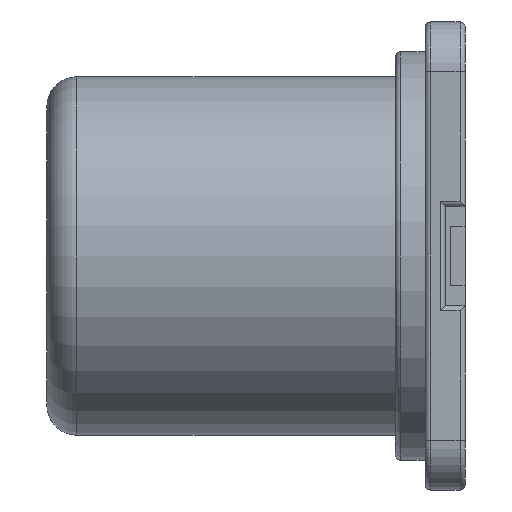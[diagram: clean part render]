
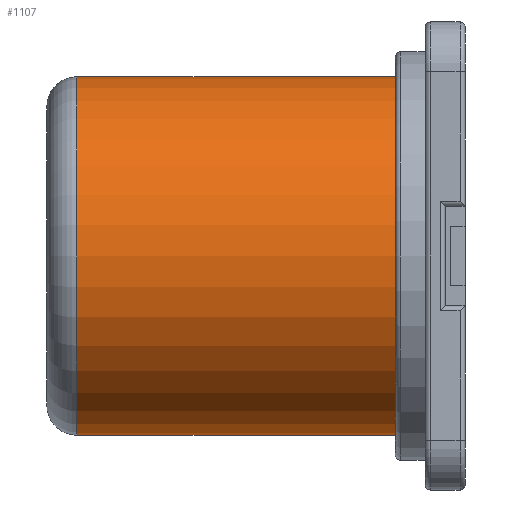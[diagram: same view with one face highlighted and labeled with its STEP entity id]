
A CAD part, left-side view. The second image highlights one B-rep face of the part: STEP entity #1107.
In plain terms, the highlighted cylindrical face has radius 1.8 mm (diameter 3.6 mm), a partial arc.
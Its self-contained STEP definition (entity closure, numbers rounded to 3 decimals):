
#208 = VERTEX_POINT('',#209);
#209 = CARTESIAN_POINT('',(-3.1,0.7,1.8));
#217 = EDGE_CURVE('',#218,#208,#220,.T.);
#218 = VERTEX_POINT('',#219);
#219 = CARTESIAN_POINT('',(-3.1,0.7,-1.8));
#220 = CIRCLE('',#221,1.8);
#221 = AXIS2_PLACEMENT_3D('',#222,#223,#224);
#222 = CARTESIAN_POINT('',(-3.1,0.7,0.));
#223 = DIRECTION('',(0.,1.,0.));
#224 = DIRECTION('',(0.,0.,1.));
#1107 = ADVANCED_FACE('',(#1108),#1134,.T.);
#1108 = FACE_BOUND('',#1109,.T.);
#1109 = EDGE_LOOP('',(#1110,#1118,#1127,#1133));
#1110 = ORIENTED_EDGE('',*,*,#1111,.F.);
#1111 = EDGE_CURVE('',#1112,#208,#1114,.T.);
#1112 = VERTEX_POINT('',#1113);
#1113 = CARTESIAN_POINT('',(-3.1,3.9,1.8));
#1114 = LINE('',#1115,#1116);
#1115 = CARTESIAN_POINT('',(-3.1,4.2,1.8));
#1116 = VECTOR('',#1117,1.);
#1117 = DIRECTION('',(-0.,-1.,-0.));
#1118 = ORIENTED_EDGE('',*,*,#1119,.T.);
#1119 = EDGE_CURVE('',#1112,#1120,#1122,.T.);
#1120 = VERTEX_POINT('',#1121);
#1121 = CARTESIAN_POINT('',(-3.1,3.9,-1.8));
#1122 = CIRCLE('',#1123,1.8);
#1123 = AXIS2_PLACEMENT_3D('',#1124,#1125,#1126);
#1124 = CARTESIAN_POINT('',(-3.1,3.9,0.));
#1125 = DIRECTION('',(0.,-1.,0.));
#1126 = DIRECTION('',(0.,0.,1.));
#1127 = ORIENTED_EDGE('',*,*,#1128,.T.);
#1128 = EDGE_CURVE('',#1120,#218,#1129,.T.);
#1129 = LINE('',#1130,#1131);
#1130 = CARTESIAN_POINT('',(-3.1,4.2,-1.8));
#1131 = VECTOR('',#1132,1.);
#1132 = DIRECTION('',(-0.,-1.,-0.));
#1133 = ORIENTED_EDGE('',*,*,#217,.T.);
#1134 = CYLINDRICAL_SURFACE('',#1135,1.8);
#1135 = AXIS2_PLACEMENT_3D('',#1136,#1137,#1138);
#1136 = CARTESIAN_POINT('',(-3.1,4.2,0.));
#1137 = DIRECTION('',(-0.,-1.,-0.));
#1138 = DIRECTION('',(0.,0.,-1.));
